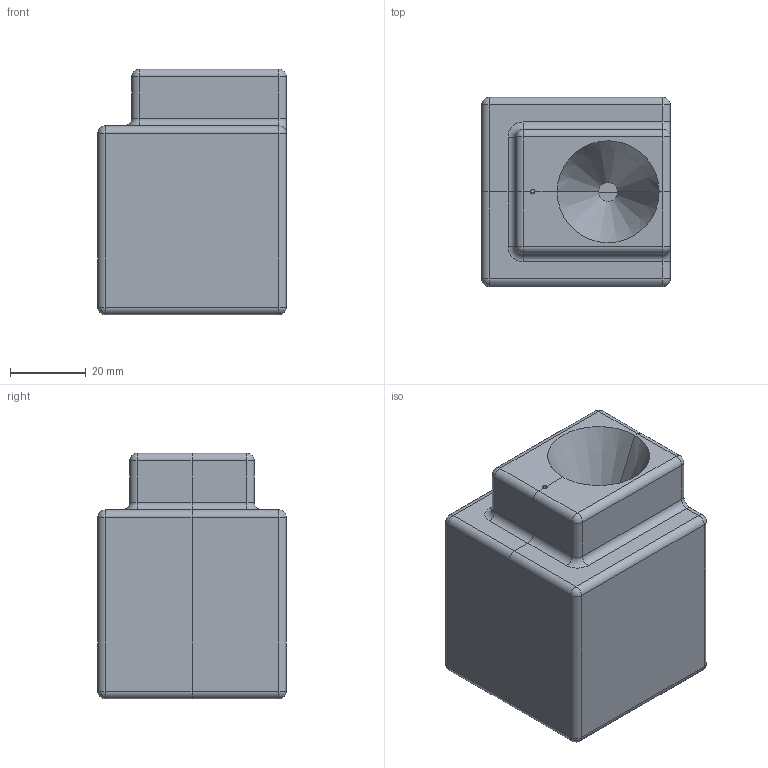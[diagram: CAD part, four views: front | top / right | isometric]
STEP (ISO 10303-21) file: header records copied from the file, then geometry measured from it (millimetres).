
FILE_DESCRIPTION(/* description */ ('','CAx-IF Rec.Pracs.---Representation and Presentation of Product Manufacturing Information (PMI)---4.0---2014-10-13'),/* implementation_level */ '2;1');
FILE_NAME(/* name */ 'Mold+1mm v14.step',/* time_stamp */ '2025-01-20T21:17:12-05:00',/* author */ (''),/* organization */ (''),/* preprocessor_version */ 'ST-DEVELOPER v20',/* originating_system */ 'Autodesk Translation Framework v13.20.0.188',/* authorisation */ '');
FILE_SCHEMA (('AP242_MANAGED_MODEL_BASED_3D_ENGINEERING_MIM_LF { 1 0 10303 442 1 1 4 }'));
Length unit declared in the file: millimetre
Products named in the file (1): Mold+1mm
Bounding box: 50 x 50 x 65 mm (x, y, z)
Volume: 113051 mm3; surface area: 26669.1 mm2
Topology: 2 solids, 2 shells, 174 faces, 442 edges, 280 vertices
Faces by surface type: plane 86, cone 38, cylinder 34, sphere 12, torus 4
Entity records: 5172 total; most frequent: CARTESIAN_POINT 1025, ORIENTED_EDGE 884, DIRECTION 858, EDGE_CURVE 442, AXIS2_PLACEMENT_3D 305, VERTEX_POINT 280, LINE 248, VECTOR 248
